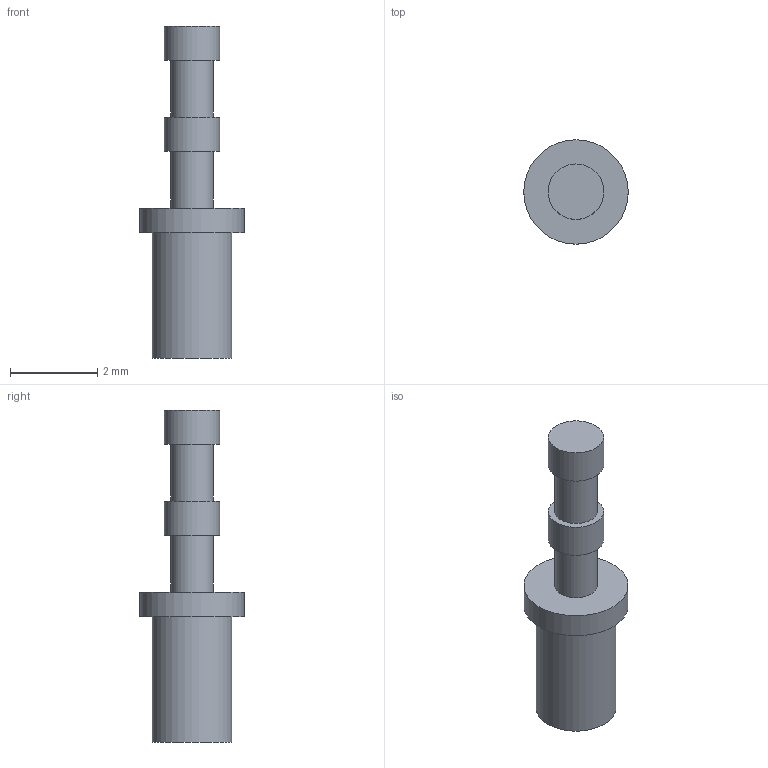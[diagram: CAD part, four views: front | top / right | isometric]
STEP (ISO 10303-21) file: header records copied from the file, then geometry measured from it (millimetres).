
FILE_DESCRIPTION(('FreeCAD Model'),'2;1');
FILE_NAME('Open CASCADE Shape Model','2024-08-07T09:30:25',(''),(''), 'Open CASCADE STEP processor 7.6','FreeCAD','Unknown');
FILE_SCHEMA(('AUTOMOTIVE_DESIGN { 1 0 10303 214 1 1 1 1 }'));
Length unit declared in the file: millimetre
Products named in the file (1): Body
Bounding box: 2.39 x 2.39 x 7.59 mm (x, y, z)
Volume: 13.2 mm3; surface area: 46.7 mm2
Topology: 1 solids, 1 shells, 14 faces, 20 edges, 13 vertices
Faces by surface type: plane 7, cylinder 6, cone 1
Full cylindrical faces by diameter (mm): 0.965 x2, 1.27 x2, 1.829 x1, 2.388 x1
Entity records: 331 total; most frequent: DIRECTION 63, CARTESIAN_POINT 48, ORIENTED_EDGE 40, AXIS2_PLACEMENT_3D 28, EDGE_CURVE 20, FACE_BOUND 19, EDGE_LOOP 19, ADVANCED_FACE 14
